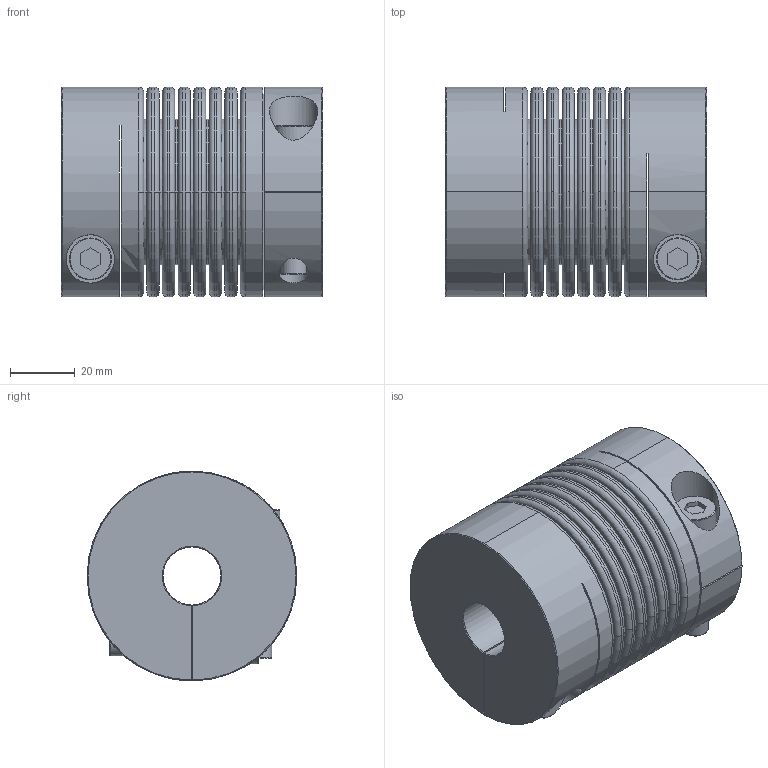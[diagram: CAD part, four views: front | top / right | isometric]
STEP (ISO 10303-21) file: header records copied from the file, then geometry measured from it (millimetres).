
FILE_DESCRIPTION (( 'STEP AP203' ), '1' );
FILE_NAME ('CL6-C65_CLAMP.step', '2011-08-10T06:56:59', ( '' ), ( '' ), 'SwSTEP 2.0', 'SolidWorks 2010', '' );
FILE_SCHEMA (( 'CONFIG_CONTROL_DESIGN' ));
Length unit declared in the file: millimetre
Products named in the file (1): CL6-C65_CLAMP
Bounding box: 81 x 65 x 65 mm (x, y, z)
Volume: 228783.2 mm3; surface area: 65679.6 mm2
Topology: 3 solids, 3 shells, 183 faces, 427 edges, 270 vertices
Faces by surface type: cylinder 58, torus 56, plane 48, cone 21
Entity records: 5747 total; most frequent: CARTESIAN_POINT 1240, DIRECTION 1057, ORIENTED_EDGE 854, AXIS2_PLACEMENT_3D 462, EDGE_CURVE 427, CIRCLE 278, VERTEX_POINT 270, EDGE_LOOP 213
